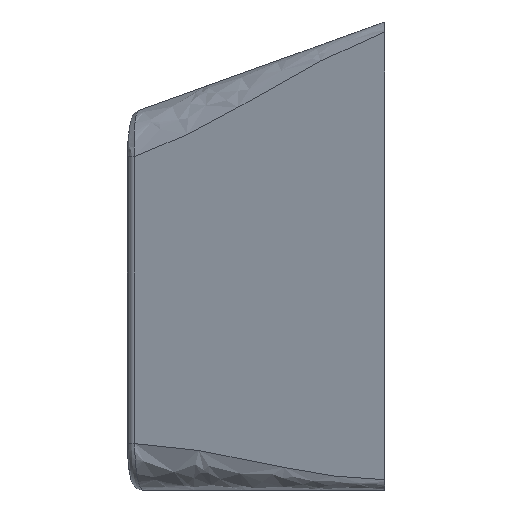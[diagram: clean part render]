
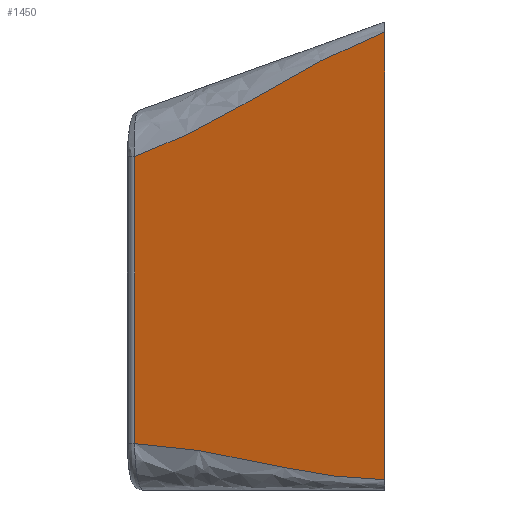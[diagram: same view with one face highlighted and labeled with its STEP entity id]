
A CAD part, left-side view. The second image highlights one B-rep face of the part: STEP entity #1450.
In plain terms, the highlighted planar face has unit normal (-0.958, 0.287, 0).
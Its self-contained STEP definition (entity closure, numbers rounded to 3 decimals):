
#26 = VERTEX_POINT ( 'NONE', #1569 ) ;
#37 = LINE ( 'NONE', #112, #897 ) ;
#81 = VERTEX_POINT ( 'NONE', #1412 ) ;
#112 = CARTESIAN_POINT ( 'NONE',  ( 0., 0., 0. ) ) ;
#162 = EDGE_CURVE ( 'NONE', #26, #81, #1147, .T. ) ;
#168 = LINE ( 'NONE', #1125, #494 ) ;
#170 = CARTESIAN_POINT ( 'NONE',  ( 2.899, 9.664, -16.305 ) ) ;
#240 = CARTESIAN_POINT ( 'NONE',  ( 0.986, 3.287, -1.597 ) ) ;
#313 = AXIS2_PLACEMENT_3D ( 'NONE', #1473, #1024, #1359 ) ;
#326 = EDGE_CURVE ( 'NONE', #81, #700, #168, .T. ) ;
#347 = CARTESIAN_POINT ( 'NONE',  ( 0., 0., -17.7 ) ) ;
#395 = CARTESIAN_POINT ( 'NONE',  ( 2.864, 9.548, -5.164 ) ) ;
#494 = VECTOR ( 'NONE', #950, 1000. ) ;
#544 = CARTESIAN_POINT ( 'NONE',  ( 2.882, 9.606, -5.185 ) ) ;
#683 = CARTESIAN_POINT ( 'NONE',  ( 0., 0., -17.7 ) ) ;
#684 = CARTESIAN_POINT ( 'NONE',  ( 2.899, 9.664, -5.206 ) ) ;
#700 = VERTEX_POINT ( 'NONE', #170 ) ;
#833 = EDGE_CURVE ( 'NONE', #700, #1631, #1485, .T. ) ;
#852 = FACE_OUTER_BOUND ( 'NONE', #893, .T. ) ;
#893 = EDGE_LOOP ( 'NONE', ( #1744, #1769, #1015, #1820 ) ) ;
#897 = VECTOR ( 'NONE', #1798, 1000. ) ;
#944 = CARTESIAN_POINT ( 'NONE',  ( 2.899, 9.664, -16.305 ) ) ;
#950 = DIRECTION ( 'NONE',  ( 0., 0., -1. ) ) ;
#1015 = ORIENTED_EDGE ( 'NONE', *, *, #833, .T. ) ;
#1024 = DIRECTION ( 'NONE',  ( 0.958, -0.287, 0. ) ) ;
#1125 = CARTESIAN_POINT ( 'NONE',  ( 2.899, 9.664, 0. ) ) ;
#1147 = B_SPLINE_CURVE_WITH_KNOTS ( 'NONE', 3,
 ( #1583, #240, #1295, #1289, #395, #544, #684 ),
 .UNSPECIFIED., .F., .F.,
 ( 4, 3, 4 ),
 ( 0., 0.011, 0.011 ),
 .UNSPECIFIED. ) ;
#1206 = PLANE ( 'NONE',  #313 ) ;
#1244 = CARTESIAN_POINT ( 'NONE',  ( 1.933, 6.443, -16.392 ) ) ;
#1289 = CARTESIAN_POINT ( 'NONE',  ( 2.847, 9.49, -5.143 ) ) ;
#1295 = CARTESIAN_POINT ( 'NONE',  ( 1.858, 6.195, -3.957 ) ) ;
#1359 = DIRECTION ( 'NONE',  ( 0.287, 0.958, 0. ) ) ;
#1412 = CARTESIAN_POINT ( 'NONE',  ( 2.899, 9.664, -5.206 ) ) ;
#1450 = ADVANCED_FACE ( 'NONE', ( #852 ), #1206, .F. ) ;
#1471 = EDGE_CURVE ( 'NONE', #1631, #26, #37, .T. ) ;
#1473 = CARTESIAN_POINT ( 'NONE',  ( 0., 0., 0. ) ) ;
#1485 = B_SPLINE_CURVE_WITH_KNOTS ( 'NONE', 3,
 ( #944, #1244, #1684, #347 ),
 .UNSPECIFIED., .F., .F.,
 ( 4, 4 ),
 ( -0.01, 0. ),
 .UNSPECIFIED. ) ;
#1569 = CARTESIAN_POINT ( 'NONE',  ( 0., 0., -0.384 ) ) ;
#1583 = CARTESIAN_POINT ( 'NONE',  ( 0., 0., -0.384 ) ) ;
#1631 = VERTEX_POINT ( 'NONE', #683 ) ;
#1684 = CARTESIAN_POINT ( 'NONE',  ( 0.966, 3.221, -17.7 ) ) ;
#1744 = ORIENTED_EDGE ( 'NONE', *, *, #162, .T. ) ;
#1769 = ORIENTED_EDGE ( 'NONE', *, *, #326, .T. ) ;
#1798 = DIRECTION ( 'NONE',  ( 0., 0., 1. ) ) ;
#1820 = ORIENTED_EDGE ( 'NONE', *, *, #1471, .T. ) ;
